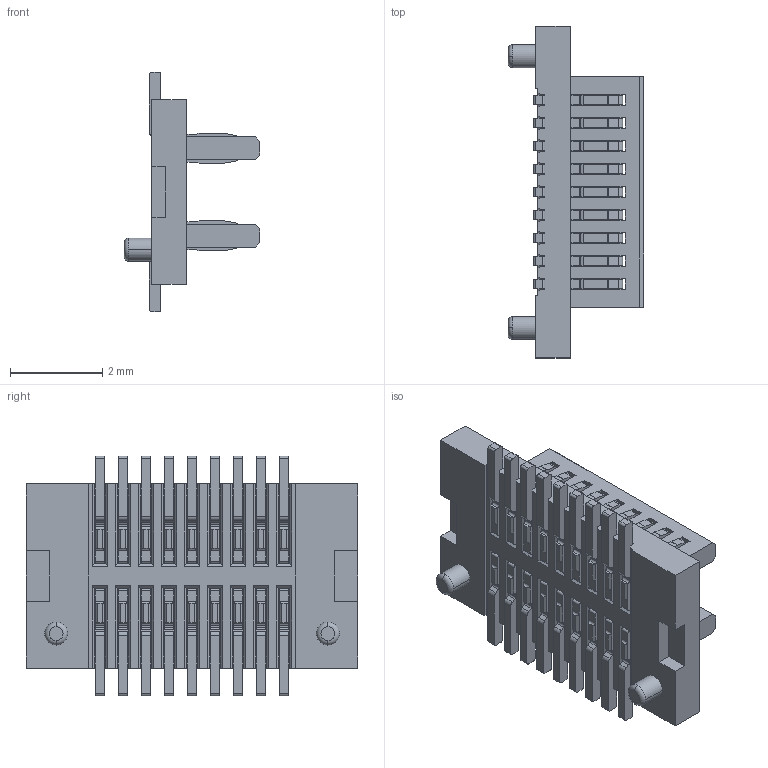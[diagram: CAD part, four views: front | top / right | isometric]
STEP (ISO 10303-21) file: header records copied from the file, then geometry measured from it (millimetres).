
FILE_DESCRIPTION (( 'STEP AP214' ), '1' );
FILE_NAME ('SGDBM-05-018P-H08.stp', '2023-12-28T10:19:07', ( '' ), ( '' ), 'SwSTEP 2.0', 'SolidWorks 2020', '' );
FILE_SCHEMA (( 'AUTOMOTIVE_DESIGN' ));
Length unit declared in the file: millimetre
Products named in the file (1): SGDBM-05-018P-H08
Bounding box: 2.95 x 7.2 x 5.2 mm (x, y, z)
Volume: 28.6 mm3; surface area: 202 mm2
Topology: 1 solids, 1 shells, 1132 faces, 3282 edges, 2140 vertices
Faces by surface type: plane 782, cylinder 346, torus 4
Entity records: 37068 total; most frequent: CARTESIAN_POINT 6663, ORIENTED_EDGE 6564, DIRECTION 6180, EDGE_CURVE 3282, LINE 2578, VECTOR 2578, VERTEX_POINT 2140, AXIS2_PLACEMENT_3D 1801
